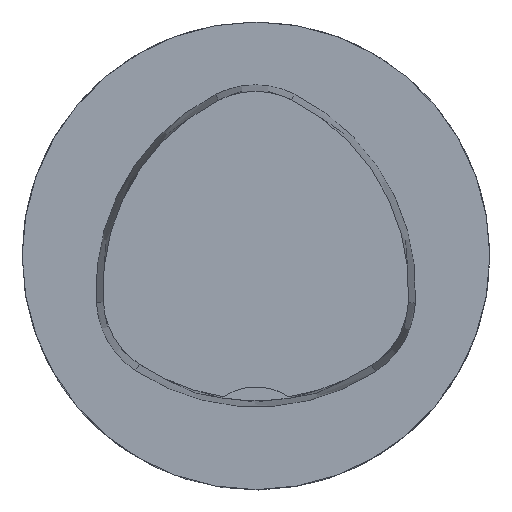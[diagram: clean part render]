
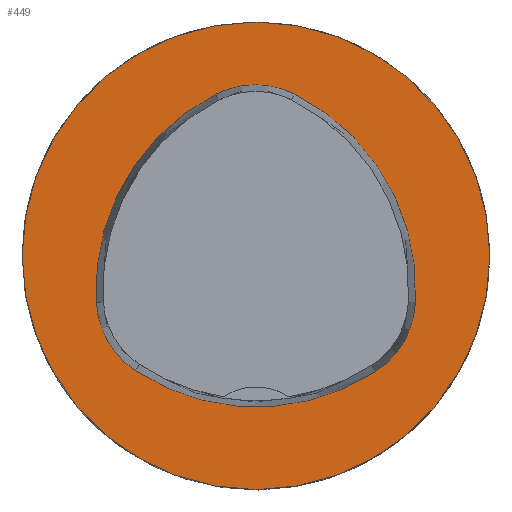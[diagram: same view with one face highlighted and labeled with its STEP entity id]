
A CAD part, top view. The second image highlights one B-rep face of the part: STEP entity #449.
In plain terms, the highlighted planar face has unit normal (0, 0, 1).
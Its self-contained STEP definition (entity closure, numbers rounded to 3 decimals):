
#449=ADVANCED_FACE('',(#1255,#1256),#800,.T.);
#800=PLANE('',#6594);
#1142=CIRCLE('',#6566,16.);
#1143=CIRCLE('',#6572,15.);
#1145=CIRCLE('',#6575,6.);
#1147=CIRCLE('',#6578,15.);
#1149=CIRCLE('',#6581,6.);
#1153=CIRCLE('',#6586,15.);
#1155=CIRCLE('',#6589,6.);
#1255=FACE_BOUND('',#1366,.T.);
#1256=FACE_BOUND('',#1367,.T.);
#1366=EDGE_LOOP('',(#2213,#2214,#2215,#2216,#2217,#2218));
#1367=EDGE_LOOP('',(#2219));
#2213=ORIENTED_EDGE('',*,*,#4669,.T.);
#2214=ORIENTED_EDGE('',*,*,#4649,.T.);
#2215=ORIENTED_EDGE('',*,*,#4653,.T.);
#2216=ORIENTED_EDGE('',*,*,#4656,.T.);
#2217=ORIENTED_EDGE('',*,*,#4659,.T.);
#2218=ORIENTED_EDGE('',*,*,#4667,.T.);
#2219=ORIENTED_EDGE('',*,*,#4640,.F.);
#4015=VERTEX_POINT('',#9138);
#4024=VERTEX_POINT('',#9157);
#4025=VERTEX_POINT('',#9158);
#4028=VERTEX_POINT('',#9166);
#4030=VERTEX_POINT('',#9172);
#4032=VERTEX_POINT('',#9178);
#4039=VERTEX_POINT('',#9199);
#4640=EDGE_CURVE('',#4015,#4015,#1142,.T.);
#4649=EDGE_CURVE('',#4024,#4025,#1143,.T.);
#4653=EDGE_CURVE('',#4025,#4028,#1145,.T.);
#4656=EDGE_CURVE('',#4028,#4030,#1147,.T.);
#4659=EDGE_CURVE('',#4030,#4032,#1149,.T.);
#4667=EDGE_CURVE('',#4032,#4039,#1153,.T.);
#4669=EDGE_CURVE('',#4039,#4024,#1155,.T.);
#6566=AXIS2_PLACEMENT_3D('',#9137,#7320,#7321);
#6572=AXIS2_PLACEMENT_3D('',#9156,#7336,#7337);
#6575=AXIS2_PLACEMENT_3D('',#9165,#7344,#7345);
#6578=AXIS2_PLACEMENT_3D('',#9171,#7351,#7352);
#6581=AXIS2_PLACEMENT_3D('',#9177,#7358,#7359);
#6586=AXIS2_PLACEMENT_3D('',#9200,#7370,#7371);
#6589=AXIS2_PLACEMENT_3D('',#9203,#7376,#7377);
#6594=AXIS2_PLACEMENT_3D('',#9208,#7386,#7387);
#7320=DIRECTION('',(0.,0.,-1.));
#7321=DIRECTION('',(-1.,0.,0.));
#7336=DIRECTION('',(0.,0.,-1.));
#7337=DIRECTION('',(-1.,0.,0.));
#7344=DIRECTION('',(0.,0.,-1.));
#7345=DIRECTION('',(-1.,0.,0.));
#7351=DIRECTION('',(0.,0.,-1.));
#7352=DIRECTION('',(-1.,0.,0.));
#7358=DIRECTION('',(0.,0.,-1.));
#7359=DIRECTION('',(-1.,0.,0.));
#7370=DIRECTION('',(0.,0.,-1.));
#7371=DIRECTION('',(-1.,0.,0.));
#7376=DIRECTION('',(0.,0.,-1.));
#7377=DIRECTION('',(-1.,0.,0.));
#7386=DIRECTION('',(0.,0.,1.));
#7387=DIRECTION('',(1.,0.,0.));
#9137=CARTESIAN_POINT('',(0.,0.,0.));
#9138=CARTESIAN_POINT('',(-16.,0.,0.));
#9156=CARTESIAN_POINT('',(4.048,-2.316,0.));
#9157=CARTESIAN_POINT('',(-10.926,-3.206,0.));
#9158=CARTESIAN_POINT('',(-2.774,11.043,0.));
#9165=CARTESIAN_POINT('',(-0.045,5.7,0.));
#9166=CARTESIAN_POINT('',(2.638,11.066,0.));
#9171=CARTESIAN_POINT('',(-4.07,-2.35,0.));
#9172=CARTESIAN_POINT('',(10.903,-3.249,0.));
#9177=CARTESIAN_POINT('',(4.914,-2.889,0.));
#9178=CARTESIAN_POINT('',(8.177,-7.924,0.));
#9199=CARTESIAN_POINT('',(-8.24,-7.859,0.));
#9200=CARTESIAN_POINT('',(0.019,4.663,0.));
#9203=CARTESIAN_POINT('',(-4.936,-2.85,0.));
#9208=CARTESIAN_POINT('',(0.,0.,0.));
